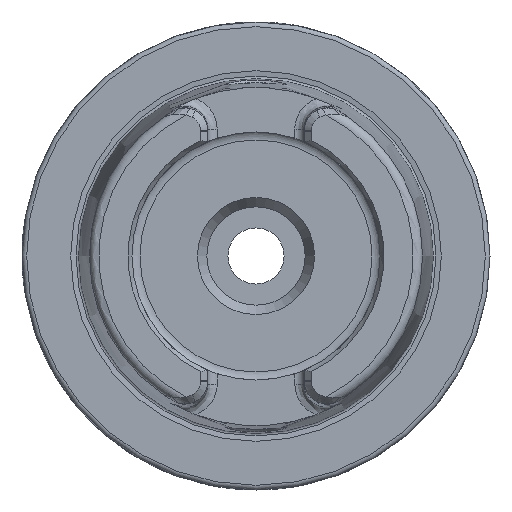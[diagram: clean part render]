
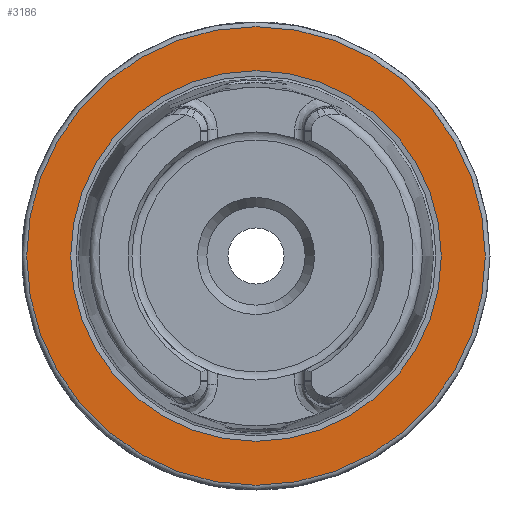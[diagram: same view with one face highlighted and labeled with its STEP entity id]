
A CAD part, left-side view. The second image highlights one B-rep face of the part: STEP entity #3186.
In plain terms, the highlighted planar face has unit normal (-1, 0, 0).
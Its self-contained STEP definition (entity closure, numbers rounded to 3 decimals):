
#116=FACE_BOUND('',#696,.T.);
#171=PLANE('',#3481);
#341=CIRCLE('',#3479,39.587);
#342=CIRCLE('',#3480,39.587);
#343=CIRCLE('',#3482,49.);
#344=CIRCLE('',#3483,49.);
#513=FACE_OUTER_BOUND('',#695,.T.);
#695=EDGE_LOOP('',(#2962,#2963));
#696=EDGE_LOOP('',(#2964,#2965));
#1507=VERTEX_POINT('',#8780);
#1508=VERTEX_POINT('',#8782);
#1509=VERTEX_POINT('',#8786);
#1510=VERTEX_POINT('',#8787);
#1996=EDGE_CURVE('',#1508,#1507,#341,.T.);
#1997=EDGE_CURVE('',#1507,#1508,#342,.T.);
#1998=EDGE_CURVE('',#1509,#1510,#343,.T.);
#1999=EDGE_CURVE('',#1510,#1509,#344,.T.);
#2962=ORIENTED_EDGE('',*,*,#1998,.F.);
#2963=ORIENTED_EDGE('',*,*,#1999,.F.);
#2964=ORIENTED_EDGE('',*,*,#1996,.T.);
#2965=ORIENTED_EDGE('',*,*,#1997,.T.);
#3186=ADVANCED_FACE('',(#513,#116),#171,.T.);
#3479=AXIS2_PLACEMENT_3D('',#8783,#4196,#4197);
#3480=AXIS2_PLACEMENT_3D('',#8784,#4198,#4199);
#3481=AXIS2_PLACEMENT_3D('',#8785,#4200,#4201);
#3482=AXIS2_PLACEMENT_3D('',#8788,#4202,#4203);
#3483=AXIS2_PLACEMENT_3D('',#8789,#4204,#4205);
#4196=DIRECTION('center_axis',(1.,0.,0.));
#4197=DIRECTION('ref_axis',(0.,0.,-1.));
#4198=DIRECTION('center_axis',(1.,0.,0.));
#4199=DIRECTION('ref_axis',(0.,0.,-1.));
#4200=DIRECTION('center_axis',(-1.,0.,0.));
#4201=DIRECTION('ref_axis',(0.,0.,1.));
#4202=DIRECTION('center_axis',(1.,0.,0.));
#4203=DIRECTION('ref_axis',(0.,0.,-1.));
#4204=DIRECTION('center_axis',(1.,0.,0.));
#4205=DIRECTION('ref_axis',(0.,0.,-1.));
#8780=CARTESIAN_POINT('',(0.,-39.587,0.));
#8782=CARTESIAN_POINT('',(0.,39.587,0.));
#8783=CARTESIAN_POINT('Origin',(0.,0.,0.));
#8784=CARTESIAN_POINT('Origin',(0.,0.,0.));
#8785=CARTESIAN_POINT('Origin',(0.,49.,
0.));
#8786=CARTESIAN_POINT('',(0.,49.,0.));
#8787=CARTESIAN_POINT('',(0.,0.,49.));
#8788=CARTESIAN_POINT('Origin',(0.,0.,0.));
#8789=CARTESIAN_POINT('Origin',(0.,0.,0.));
